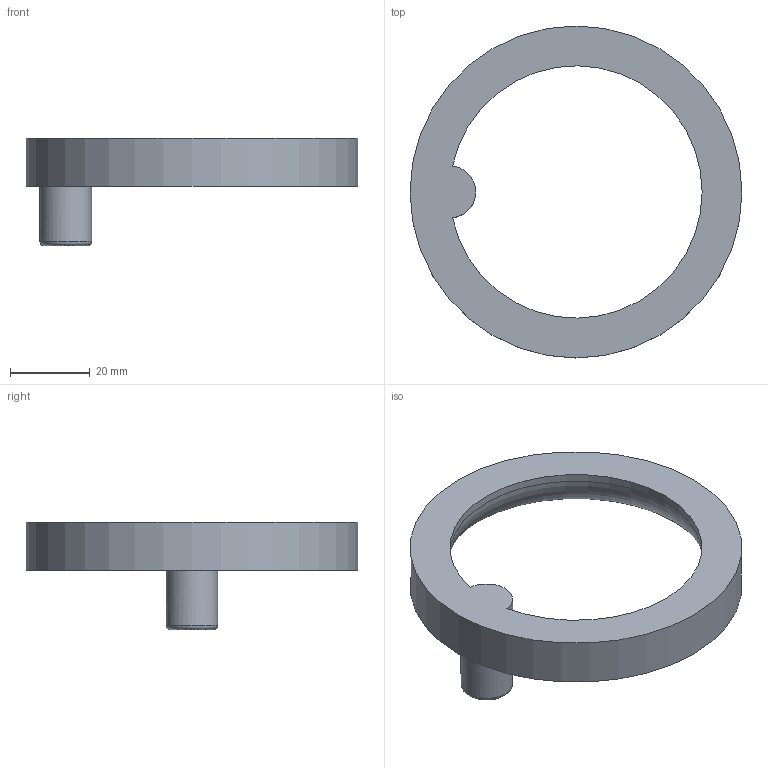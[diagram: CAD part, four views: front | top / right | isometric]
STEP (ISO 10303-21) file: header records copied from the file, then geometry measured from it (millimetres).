
FILE_DESCRIPTION(/* description */ (''),/* implementation_level */ '2;1');
FILE_NAME(/* name */ '80mm Shower Head.step',/* time_stamp */ '2023-10-30T16:00:06+11:00',/* author */ (''),/* organization */ (''),/* preprocessor_version */ 'ST-DEVELOPER v20',/* originating_system */ 'Autodesk Translation Framework v12.14.0.127',/* authorisation */ '');
FILE_SCHEMA (('AUTOMOTIVE_DESIGN { 1 0 10303 214 3 1 1 }'));
Length unit declared in the file: millimetre
Products named in the file (1): 80mm Shower Head
Bounding box: 83.4 x 83.4 x 27 mm (x, y, z)
Volume: 15782.1 mm3; surface area: 17139.8 mm2
Topology: 1 solids, 1 shells, 13 faces, 33 edges, 21 vertices
Faces by surface type: cylinder 6, torus 3, plane 3, cone 1
Full cylindrical faces by diameter (mm): 9 x1, 13 x1, 78.4 x1, 79.4 x1, 83.4 x1
Entity records: 491 total; most frequent: CARTESIAN_POINT 122, DIRECTION 78, ORIENTED_EDGE 66, AXIS2_PLACEMENT_3D 35, EDGE_CURVE 33, CIRCLE 21, VERTEX_POINT 21, EDGE_LOOP 16
